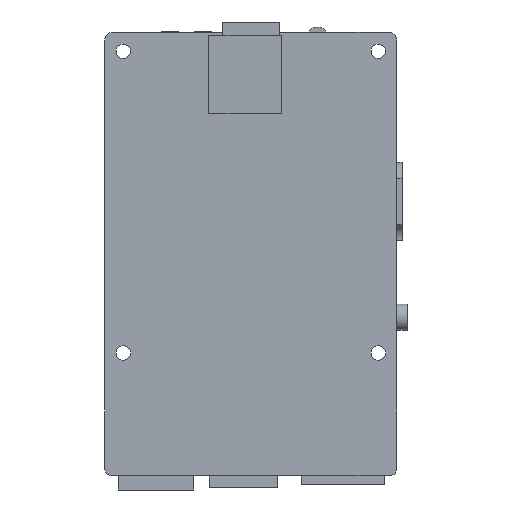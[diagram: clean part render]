
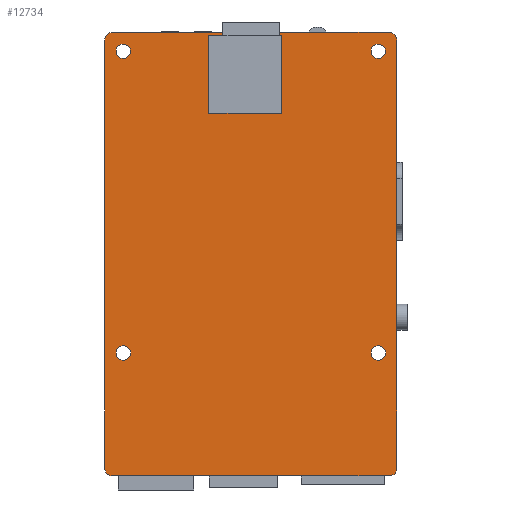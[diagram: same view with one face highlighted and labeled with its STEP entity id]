
A CAD part, front view. The second image highlights one B-rep face of the part: STEP entity #12734.
In plain terms, the highlighted planar face has unit normal (0, -1, 0).
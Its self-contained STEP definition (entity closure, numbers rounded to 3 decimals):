
#136=FACE_BOUND('',#4557,.T.);
#137=FACE_BOUND('',#4558,.T.);
#138=FACE_BOUND('',#4559,.T.);
#139=FACE_BOUND('',#4560,.T.);
#1225=LINE('',#19141,#2881);
#1229=LINE('',#19150,#2885);
#1232=LINE('',#19158,#2888);
#1235=LINE('',#19166,#2891);
#2881=VECTOR('',#15591,10.);
#2885=VECTOR('',#15601,10.);
#2888=VECTOR('',#15610,10.);
#2891=VECTOR('',#15619,10.);
#3784=FACE_OUTER_BOUND('',#4556,.T.);
#4556=EDGE_LOOP('',(#9774,#9775,#9776,#9777,#9778,#9779,#9780,#9781));
#4557=EDGE_LOOP('',(#9782));
#4558=EDGE_LOOP('',(#9783));
#4559=EDGE_LOOP('',(#9784));
#4560=EDGE_LOOP('',(#9785));
#4931=CIRCLE('',#13431,1.4);
#4932=CIRCLE('',#13433,1.4);
#4933=CIRCLE('',#13435,1.4);
#4934=CIRCLE('',#13437,1.4);
#4935=CIRCLE('',#13440,1.5);
#4936=CIRCLE('',#13443,1.5);
#4937=CIRCLE('',#13446,1.5);
#4938=CIRCLE('',#13449,1.5);
#5765=VERTEX_POINT('',#19127);
#5766=VERTEX_POINT('',#19130);
#5767=VERTEX_POINT('',#19133);
#5768=VERTEX_POINT('',#19136);
#5769=VERTEX_POINT('',#19139);
#5770=VERTEX_POINT('',#19140);
#5771=VERTEX_POINT('',#19145);
#5772=VERTEX_POINT('',#19149);
#5773=VERTEX_POINT('',#19153);
#5774=VERTEX_POINT('',#19157);
#5775=VERTEX_POINT('',#19161);
#5776=VERTEX_POINT('',#19165);
#7182=EDGE_CURVE('',#5765,#5765,#4931,.T.);
#7183=EDGE_CURVE('',#5766,#5766,#4932,.T.);
#7184=EDGE_CURVE('',#5767,#5767,#4933,.T.);
#7185=EDGE_CURVE('',#5768,#5768,#4934,.T.);
#7186=EDGE_CURVE('',#5769,#5770,#1225,.T.);
#7189=EDGE_CURVE('',#5771,#5770,#4935,.T.);
#7191=EDGE_CURVE('',#5771,#5772,#1229,.T.);
#7193=EDGE_CURVE('',#5773,#5772,#4936,.T.);
#7195=EDGE_CURVE('',#5773,#5774,#1232,.T.);
#7197=EDGE_CURVE('',#5775,#5774,#4937,.T.);
#7199=EDGE_CURVE('',#5775,#5776,#1235,.T.);
#7201=EDGE_CURVE('',#5769,#5776,#4938,.T.);
#9774=ORIENTED_EDGE('',*,*,#7201,.F.);
#9775=ORIENTED_EDGE('',*,*,#7186,.T.);
#9776=ORIENTED_EDGE('',*,*,#7189,.F.);
#9777=ORIENTED_EDGE('',*,*,#7191,.T.);
#9778=ORIENTED_EDGE('',*,*,#7193,.F.);
#9779=ORIENTED_EDGE('',*,*,#7195,.T.);
#9780=ORIENTED_EDGE('',*,*,#7197,.F.);
#9781=ORIENTED_EDGE('',*,*,#7199,.T.);
#9782=ORIENTED_EDGE('',*,*,#7185,.F.);
#9783=ORIENTED_EDGE('',*,*,#7184,.F.);
#9784=ORIENTED_EDGE('',*,*,#7183,.F.);
#9785=ORIENTED_EDGE('',*,*,#7182,.F.);
#11464=PLANE('',#13450);
#12734=ADVANCED_FACE('',(#3784,#136,#137,#138,#139),#11464,.F.);
#13431=AXIS2_PLACEMENT_3D('',#19128,#15575,#15576);
#13433=AXIS2_PLACEMENT_3D('',#19131,#15579,#15580);
#13435=AXIS2_PLACEMENT_3D('',#19134,#15583,#15584);
#13437=AXIS2_PLACEMENT_3D('',#19137,#15587,#15588);
#13440=AXIS2_PLACEMENT_3D('',#19146,#15596,#15597);
#13443=AXIS2_PLACEMENT_3D('',#19154,#15605,#15606);
#13446=AXIS2_PLACEMENT_3D('',#19162,#15614,#15615);
#13449=AXIS2_PLACEMENT_3D('',#19169,#15623,#15624);
#13450=AXIS2_PLACEMENT_3D('',#19170,#15625,#15626);
#15575=DIRECTION('center_axis',(0.,-1.,0.));
#15576=DIRECTION('ref_axis',(1.,0.,0.));
#15579=DIRECTION('center_axis',(0.,-1.,0.));
#15580=DIRECTION('ref_axis',(1.,0.,0.));
#15583=DIRECTION('center_axis',(0.,-1.,0.));
#15584=DIRECTION('ref_axis',(1.,0.,0.));
#15587=DIRECTION('center_axis',(0.,-1.,0.));
#15588=DIRECTION('ref_axis',(1.,0.,0.));
#15591=DIRECTION('',(0.,0.,-1.));
#15596=DIRECTION('center_axis',(0.,1.,0.));
#15597=DIRECTION('ref_axis',(0.,0.,-1.));
#15601=DIRECTION('',(1.,0.,0.));
#15605=DIRECTION('center_axis',(0.,1.,0.));
#15606=DIRECTION('ref_axis',(1.,0.,0.));
#15610=DIRECTION('',(0.,0.,1.));
#15614=DIRECTION('center_axis',(0.,1.,0.));
#15615=DIRECTION('ref_axis',(0.,0.,1.));
#15619=DIRECTION('',(-1.,0.,0.));
#15623=DIRECTION('center_axis',(0.,1.,0.));
#15624=DIRECTION('ref_axis',(-1.,0.,0.));
#15625=DIRECTION('center_axis',(0.,1.,0.));
#15626=DIRECTION('ref_axis',(1.,0.,0.));
#19127=CARTESIAN_POINT('',(23.105,0.,-19.02));
#19128=CARTESIAN_POINT('Origin',(24.505,0.,-19.02));
#19130=CARTESIAN_POINT('',(-25.905,0.,-19.02));
#19131=CARTESIAN_POINT('Origin',(-24.505,0.,-19.02));
#19133=CARTESIAN_POINT('',(-25.905,0.,38.99));
#19134=CARTESIAN_POINT('Origin',(-24.505,0.,38.99));
#19136=CARTESIAN_POINT('',(23.105,0.,38.99));
#19137=CARTESIAN_POINT('Origin',(24.505,0.,38.99));
#19139=CARTESIAN_POINT('',(-28.075,0.,41.125));
#19140=CARTESIAN_POINT('',(-28.075,0.,-41.125));
#19141=CARTESIAN_POINT('',(-28.075,0.,41.125));
#19145=CARTESIAN_POINT('',(-26.575,0.,-42.625));
#19146=CARTESIAN_POINT('Origin',(-26.575,0.,-41.125));
#19149=CARTESIAN_POINT('',(26.575,0.,-42.625));
#19150=CARTESIAN_POINT('',(-26.575,0.,-42.625));
#19153=CARTESIAN_POINT('',(28.075,0.,-41.125));
#19154=CARTESIAN_POINT('Origin',(26.575,0.,-41.125));
#19157=CARTESIAN_POINT('',(28.075,0.,41.125));
#19158=CARTESIAN_POINT('',(28.075,0.,-41.125));
#19161=CARTESIAN_POINT('',(26.575,0.,42.625));
#19162=CARTESIAN_POINT('Origin',(26.575,0.,41.125));
#19165=CARTESIAN_POINT('',(-26.575,0.,42.625));
#19166=CARTESIAN_POINT('',(26.575,0.,42.625));
#19169=CARTESIAN_POINT('Origin',(-26.575,0.,41.125));
#19170=CARTESIAN_POINT('Origin',(0.,0.,0.));
